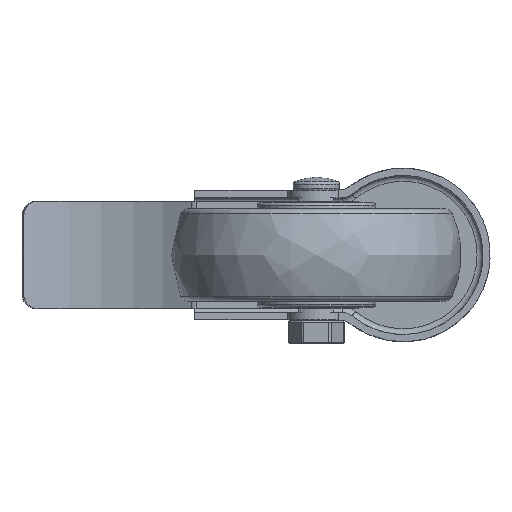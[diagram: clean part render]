
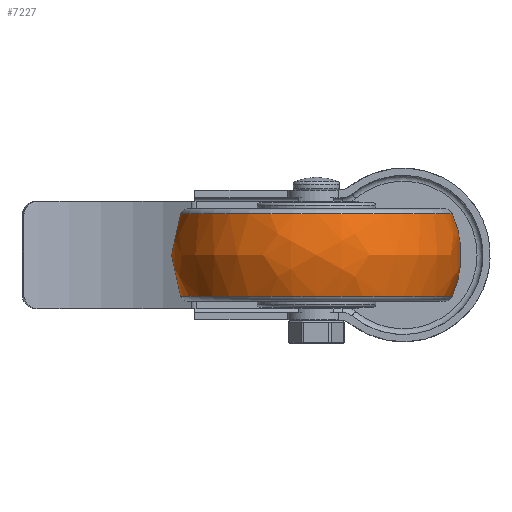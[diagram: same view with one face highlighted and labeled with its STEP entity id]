
A CAD part, front view. The second image highlights one B-rep face of the part: STEP entity #7227.
In plain terms, the highlighted free-form (B-spline) face has degree [2, 2] with [3, 9] control points.
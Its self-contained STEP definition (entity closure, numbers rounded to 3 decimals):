
#115=(
BOUNDED_SURFACE()
B_SPLINE_SURFACE(2,2,((#21853,#21854,#21855,#21856,#21857,#21858,#21859,
#21860,#21861),(#21862,#21863,#21864,#21865,#21866,#21867,#21868,#21869,
#21870),(#21871,#21872,#21873,#21874,#21875,#21876,#21877,#21878,#21879)),
 .UNSPECIFIED.,.F.,.T.,.F.)
B_SPLINE_SURFACE_WITH_KNOTS((3,3),(3,2,2,2,3),(-0.433,0.433),
(-3.142,-1.571,0.,1.571,3.142),
 .UNSPECIFIED.)
GEOMETRIC_REPRESENTATION_ITEM()
RATIONAL_B_SPLINE_SURFACE(((1.,0.707,1.,0.707,1.,
0.707,1.,0.707,1.),(0.908,0.642,
0.908,0.642,0.908,0.642,0.908,
0.642,0.908),(1.,0.707,1.,0.707,
1.,0.707,1.,0.707,1.)))
REPRESENTATION_ITEM('')
SURFACE()
);
#600=FACE_OUTER_BOUND('',#1102,.T.);
#1102=EDGE_LOOP('',(#5633,#5634,#5635,#5636,#5637,#5638));
#1591=CIRCLE('',#7888,47.409);
#1592=CIRCLE('',#7889,47.409);
#1593=CIRCLE('',#7890,47.409);
#1594=CIRCLE('',#7891,47.409);
#1595=CIRCLE('',#7892,34.394);
#3219=VERTEX_POINT('',#21848);
#3220=VERTEX_POINT('',#21850);
#3221=VERTEX_POINT('',#21880);
#3222=VERTEX_POINT('',#21881);
#4068=EDGE_CURVE('',#3219,#3220,#1591,.T.);
#4069=EDGE_CURVE('',#3220,#3219,#1592,.T.);
#4070=EDGE_CURVE('',#3221,#3222,#1593,.T.);
#4071=EDGE_CURVE('',#3222,#3221,#1594,.T.);
#4072=EDGE_CURVE('',#3222,#3220,#1595,.T.);
#5633=ORIENTED_EDGE('',*,*,#4070,.F.);
#5634=ORIENTED_EDGE('',*,*,#4071,.F.);
#5635=ORIENTED_EDGE('',*,*,#4072,.T.);
#5636=ORIENTED_EDGE('',*,*,#4068,.F.);
#5637=ORIENTED_EDGE('',*,*,#4069,.F.);
#5638=ORIENTED_EDGE('',*,*,#4072,.F.);
#7227=ADVANCED_FACE('',(#600),#115,.F.);
#7888=AXIS2_PLACEMENT_3D('',#21851,#9354,#9355);
#7889=AXIS2_PLACEMENT_3D('',#21852,#9356,#9357);
#7890=AXIS2_PLACEMENT_3D('',#21882,#9358,#9359);
#7891=AXIS2_PLACEMENT_3D('',#21883,#9360,#9361);
#7892=AXIS2_PLACEMENT_3D('',#21884,#9362,#9363);
#9354=DIRECTION('center_axis',(0.,0.,-1.));
#9355=DIRECTION('ref_axis',(-1.,0.,0.));
#9356=DIRECTION('center_axis',(0.,0.,-1.));
#9357=DIRECTION('ref_axis',(-1.,0.,0.));
#9358=DIRECTION('center_axis',(0.,0.,1.));
#9359=DIRECTION('ref_axis',(1.,0.,0.));
#9360=DIRECTION('center_axis',(0.,0.,1.));
#9361=DIRECTION('ref_axis',(1.,0.,0.));
#9362=DIRECTION('center_axis',(0.,1.,0.));
#9363=DIRECTION('ref_axis',(1.,0.,0.));
#21848=CARTESIAN_POINT('',(-154.729,269.016,-14.424));
#21850=CARTESIAN_POINT('',(-107.32,316.425,-14.424));
#21851=CARTESIAN_POINT('Origin',(-154.729,316.425,-14.424));
#21852=CARTESIAN_POINT('Origin',(-154.729,316.425,-14.424));
#21853=CARTESIAN_POINT('Ctrl Pts',(-107.32,316.425,14.423));
#21854=CARTESIAN_POINT('Ctrl Pts',(-107.32,269.016,14.423));
#21855=CARTESIAN_POINT('Ctrl Pts',(-154.729,269.016,14.423));
#21856=CARTESIAN_POINT('Ctrl Pts',(-202.138,269.016,14.423));
#21857=CARTESIAN_POINT('Ctrl Pts',(-202.138,316.425,14.423));
#21858=CARTESIAN_POINT('Ctrl Pts',(-202.138,363.833,14.423));
#21859=CARTESIAN_POINT('Ctrl Pts',(-154.729,363.833,14.423));
#21860=CARTESIAN_POINT('Ctrl Pts',(-107.32,363.833,14.423));
#21861=CARTESIAN_POINT('Ctrl Pts',(-107.32,316.425,14.423));
#21862=CARTESIAN_POINT('Ctrl Pts',(-100.658,316.425,0.));
#21863=CARTESIAN_POINT('Ctrl Pts',(-100.658,262.353,0.));
#21864=CARTESIAN_POINT('Ctrl Pts',(-154.729,262.353,0.));
#21865=CARTESIAN_POINT('Ctrl Pts',(-208.8,262.353,0.));
#21866=CARTESIAN_POINT('Ctrl Pts',(-208.8,316.425,0.));
#21867=CARTESIAN_POINT('Ctrl Pts',(-208.8,370.496,0.));
#21868=CARTESIAN_POINT('Ctrl Pts',(-154.729,370.496,0.));
#21869=CARTESIAN_POINT('Ctrl Pts',(-100.658,370.496,0.));
#21870=CARTESIAN_POINT('Ctrl Pts',(-100.658,316.425,0.));
#21871=CARTESIAN_POINT('Ctrl Pts',(-107.32,316.425,-14.424));
#21872=CARTESIAN_POINT('Ctrl Pts',(-107.32,269.016,-14.424));
#21873=CARTESIAN_POINT('Ctrl Pts',(-154.729,269.016,-14.424));
#21874=CARTESIAN_POINT('Ctrl Pts',(-202.138,269.016,-14.424));
#21875=CARTESIAN_POINT('Ctrl Pts',(-202.138,316.425,-14.424));
#21876=CARTESIAN_POINT('Ctrl Pts',(-202.138,363.833,-14.424));
#21877=CARTESIAN_POINT('Ctrl Pts',(-154.729,363.833,-14.424));
#21878=CARTESIAN_POINT('Ctrl Pts',(-107.32,363.833,-14.424));
#21879=CARTESIAN_POINT('Ctrl Pts',(-107.32,316.425,-14.424));
#21880=CARTESIAN_POINT('',(-154.729,363.833,14.423));
#21881=CARTESIAN_POINT('',(-107.32,316.425,14.423));
#21882=CARTESIAN_POINT('Origin',(-154.729,316.425,14.423));
#21883=CARTESIAN_POINT('Origin',(-154.729,316.425,14.423));
#21884=CARTESIAN_POINT('Origin',(-138.544,316.425,0.));
